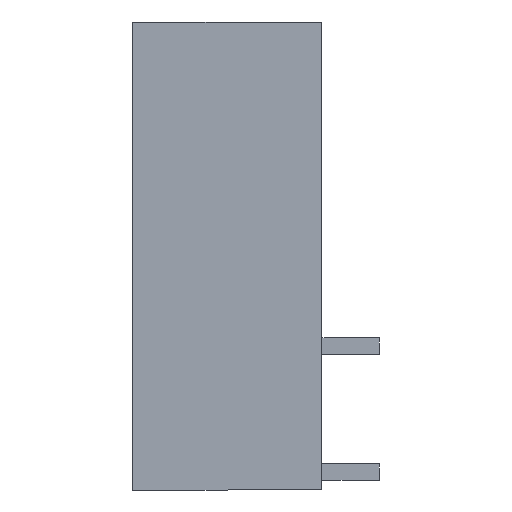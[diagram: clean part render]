
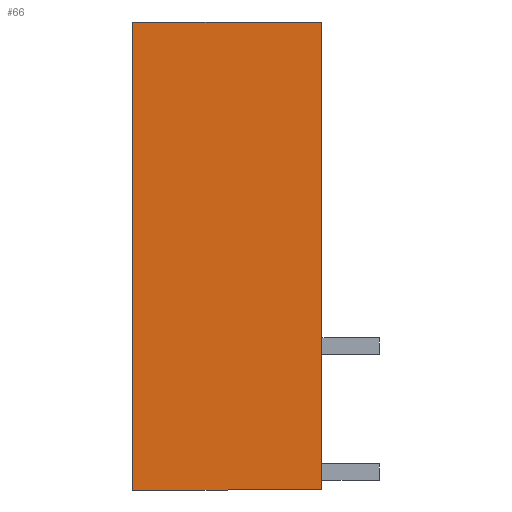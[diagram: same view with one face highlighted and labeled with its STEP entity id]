
A CAD part, left-side view. The second image highlights one B-rep face of the part: STEP entity #66.
In plain terms, the highlighted planar face has unit normal (-1, 0, 0).
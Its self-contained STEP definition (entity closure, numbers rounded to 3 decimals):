
#34=AXIS2_PLACEMENT_3D('Plane Axis2P3D',#31,#32,#33) ;
#31=CARTESIAN_POINT('Axis2P3D Location',(0.,0.,0.)) ;
#37=CARTESIAN_POINT('Control Point',(0.,14.9,28.3)) ;
#38=CARTESIAN_POINT('Control Point',(0.,3.5,28.3)) ;
#39=CARTESIAN_POINT('Vertex',(0.,3.5,28.3)) ;
#41=CARTESIAN_POINT('Vertex',(0.,14.9,28.3)) ;
#45=CARTESIAN_POINT('Control Point',(0.,14.9,0.)) ;
#46=CARTESIAN_POINT('Control Point',(0.,14.9,28.3)) ;
#47=CARTESIAN_POINT('Vertex',(0.,14.9,0.)) ;
#51=CARTESIAN_POINT('Control Point',(0.,3.5,0.)) ;
#52=CARTESIAN_POINT('Control Point',(0.,14.9,0.)) ;
#53=CARTESIAN_POINT('Vertex',(0.,3.5,0.)) ;
#57=CARTESIAN_POINT('Control Point',(0.,3.5,28.3)) ;
#58=CARTESIAN_POINT('Control Point',(0.,3.5,0.)) ;
#32=DIRECTION('Axis2P3D Direction',(-1.,0.,0.)) ;
#33=DIRECTION('Axis2P3D XDirection',(0.,0.,1.)) ;
#61=ORIENTED_EDGE('',*,*,#43,.T.) ;
#62=ORIENTED_EDGE('',*,*,#49,.T.) ;
#63=ORIENTED_EDGE('',*,*,#55,.T.) ;
#64=ORIENTED_EDGE('',*,*,#59,.T.) ;
#66=ADVANCED_FACE('HOUSING',(#65),#35,.T.) ;
#36=B_SPLINE_CURVE_WITH_KNOTS('',1,(#37,#38),.UNSPECIFIED.,.F.,.U.,(2,2),(0.,11.4),.UNSPECIFIED.) ;
#44=B_SPLINE_CURVE_WITH_KNOTS('',1,(#45,#46),.UNSPECIFIED.,.F.,.U.,(2,2),(0.,28.3),.UNSPECIFIED.) ;
#50=B_SPLINE_CURVE_WITH_KNOTS('',1,(#51,#52),.UNSPECIFIED.,.F.,.U.,(2,2),(0.,11.4),.UNSPECIFIED.) ;
#56=B_SPLINE_CURVE_WITH_KNOTS('',1,(#57,#58),.UNSPECIFIED.,.F.,.U.,(2,2),(0.,28.3),.UNSPECIFIED.) ;
#43=EDGE_CURVE('',#40,#42,#36,.F.) ;
#49=EDGE_CURVE('',#42,#48,#44,.F.) ;
#55=EDGE_CURVE('',#48,#54,#50,.F.) ;
#59=EDGE_CURVE('',#54,#40,#56,.F.) ;
#60=EDGE_LOOP('',(#61,#62,#63,#64)) ;
#65=FACE_OUTER_BOUND('',#60,.T.) ;
#35=PLANE('',#34) ;
#40=VERTEX_POINT('',#39) ;
#42=VERTEX_POINT('',#41) ;
#48=VERTEX_POINT('',#47) ;
#54=VERTEX_POINT('',#53) ;
